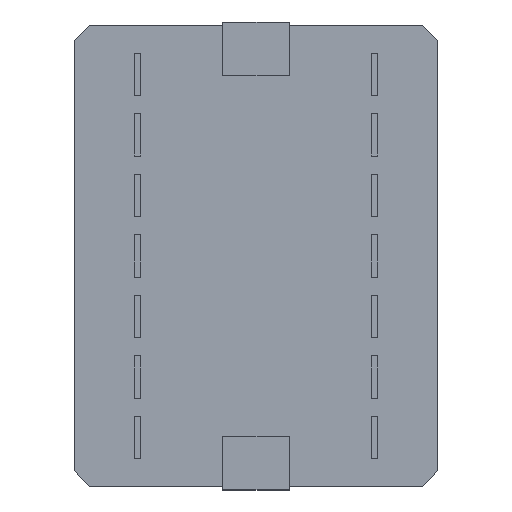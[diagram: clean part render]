
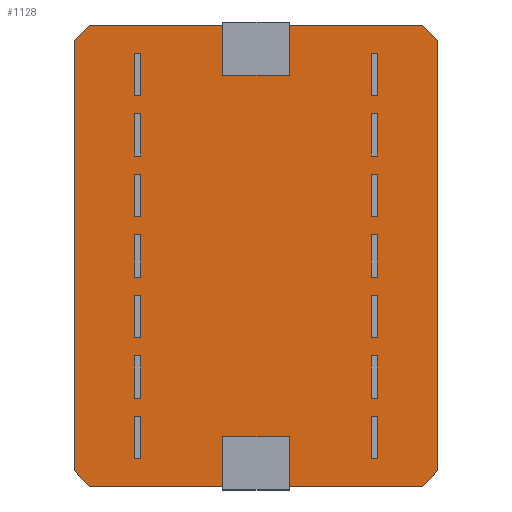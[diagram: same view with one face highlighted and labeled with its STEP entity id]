
A CAD part, top view. The second image highlights one B-rep face of the part: STEP entity #1128.
In plain terms, the highlighted planar face has unit normal (0, 0, 1).
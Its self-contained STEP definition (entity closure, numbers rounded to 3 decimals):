
#66=FACE_OUTER_BOUND('',#120,.T.);
#120=EDGE_LOOP('',(#891,#892,#893,#894,#895,#896,#897,#898));
#223=LINE('',#1707,#395);
#224=LINE('',#1709,#396);
#225=LINE('',#1711,#397);
#226=LINE('',#1713,#398);
#227=LINE('',#1715,#399);
#228=LINE('',#1717,#400);
#229=LINE('',#1719,#401);
#230=LINE('',#1720,#402);
#395=VECTOR('',#1376,1.);
#396=VECTOR('',#1377,10.);
#397=VECTOR('',#1378,1.);
#398=VECTOR('',#1379,10.);
#399=VECTOR('',#1380,1.);
#400=VECTOR('',#1381,10.);
#401=VECTOR('',#1382,1.);
#402=VECTOR('',#1383,10.);
#567=VERTEX_POINT('',#1705);
#568=VERTEX_POINT('',#1706);
#569=VERTEX_POINT('',#1708);
#570=VERTEX_POINT('',#1710);
#571=VERTEX_POINT('',#1712);
#572=VERTEX_POINT('',#1714);
#573=VERTEX_POINT('',#1716);
#574=VERTEX_POINT('',#1718);
#719=EDGE_CURVE('',#567,#568,#223,.F.);
#720=EDGE_CURVE('',#569,#568,#224,.T.);
#721=EDGE_CURVE('',#569,#570,#225,.F.);
#722=EDGE_CURVE('',#570,#571,#226,.T.);
#723=EDGE_CURVE('',#571,#572,#227,.T.);
#724=EDGE_CURVE('',#572,#573,#228,.T.);
#725=EDGE_CURVE('',#573,#574,#229,.T.);
#726=EDGE_CURVE('',#567,#574,#230,.T.);
#891=ORIENTED_EDGE('',*,*,#719,.T.);
#892=ORIENTED_EDGE('',*,*,#720,.F.);
#893=ORIENTED_EDGE('',*,*,#721,.T.);
#894=ORIENTED_EDGE('',*,*,#722,.T.);
#895=ORIENTED_EDGE('',*,*,#723,.T.);
#896=ORIENTED_EDGE('',*,*,#724,.T.);
#897=ORIENTED_EDGE('',*,*,#725,.T.);
#898=ORIENTED_EDGE('',*,*,#726,.F.);
#1074=PLANE('',#1239);
#1128=ADVANCED_FACE('',(#66),#1074,.T.);
#1239=AXIS2_PLACEMENT_3D('',#1704,#1374,#1375);
#1374=DIRECTION('center_axis',(0.,0.,1.));
#1375=DIRECTION('ref_axis',(1.,0.,0.));
#1376=DIRECTION('',(1.,0.,0.));
#1377=DIRECTION('',(0.707,0.707,0.));
#1378=DIRECTION('',(0.,1.,0.));
#1379=DIRECTION('',(0.707,-0.707,0.));
#1380=DIRECTION('',(1.,0.,0.));
#1381=DIRECTION('',(0.707,0.707,0.));
#1382=DIRECTION('',(0.,1.,0.));
#1383=DIRECTION('',(0.707,-0.707,0.));
#1704=CARTESIAN_POINT('Origin',(62.552,78.993,0.8));
#1705=CARTESIAN_POINT('',(117.552,154.993,0.8));
#1706=CARTESIAN_POINT('',(7.552,154.993,0.8));
#1707=CARTESIAN_POINT('',(62.552,154.993,0.8));
#1708=CARTESIAN_POINT('',(2.552,149.993,0.8));
#1709=CARTESIAN_POINT('',(2.552,149.993,0.8));
#1710=CARTESIAN_POINT('',(2.552,7.993,0.8));
#1711=CARTESIAN_POINT('',(2.552,78.993,0.8));
#1712=CARTESIAN_POINT('',(7.552,2.993,0.8));
#1713=CARTESIAN_POINT('',(2.552,7.993,0.8));
#1714=CARTESIAN_POINT('',(117.552,2.993,0.8));
#1715=CARTESIAN_POINT('',(62.552,2.993,0.8));
#1716=CARTESIAN_POINT('',(122.552,7.993,0.8));
#1717=CARTESIAN_POINT('',(117.552,2.993,0.8));
#1718=CARTESIAN_POINT('',(122.552,149.993,0.8));
#1719=CARTESIAN_POINT('',(122.552,78.993,0.8));
#1720=CARTESIAN_POINT('',(117.552,154.993,0.8));
